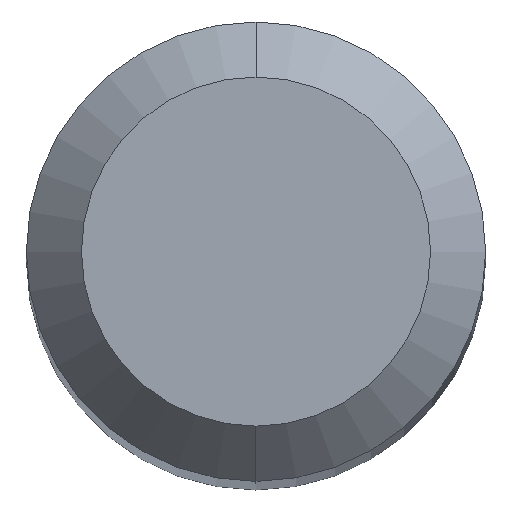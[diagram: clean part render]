
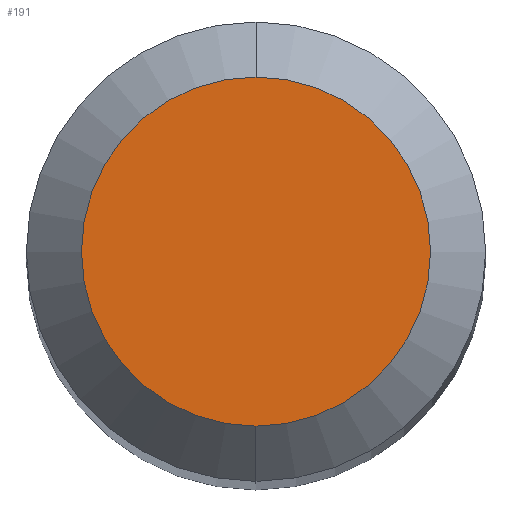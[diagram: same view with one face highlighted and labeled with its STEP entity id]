
A CAD part, top view. The second image highlights one B-rep face of the part: STEP entity #191.
In plain terms, the highlighted planar face has unit normal (0, 0, 1).
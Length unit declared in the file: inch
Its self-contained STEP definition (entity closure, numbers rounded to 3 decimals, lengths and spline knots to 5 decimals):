
#12 = CARTESIAN_POINT ( 'NONE',  ( 0., 0.0475, 0. ) ) ;
#40 = CARTESIAN_POINT ( 'NONE',  ( 0., 0.0475, 0. ) ) ;
#56 = DIRECTION ( 'NONE',  ( 0., 1., 0. ) ) ;
#83 = DIRECTION ( 'NONE',  ( 0., 0., 1. ) ) ;
#86 = CARTESIAN_POINT ( 'NONE',  ( 0., 0., 0. ) ) ;
#99 = ORIENTED_EDGE ( 'NONE', *, *, #488, .T. ) ;
#101 = ORIENTED_EDGE ( 'NONE', *, *, #113, .T. ) ;
#113 = EDGE_CURVE ( 'NONE', #346, #356, #517, .T. ) ;
#133 = FACE_OUTER_BOUND ( 'NONE', #154, .T. ) ;
#145 = AXIS2_PLACEMENT_3D ( 'NONE', #183, #237, #353 ) ;
#154 = EDGE_LOOP ( 'NONE', ( #101, #99 ) ) ;
#161 = PLANE ( 'NONE',  #179 ) ;
#173 = DIRECTION ( 'NONE',  ( 0., -1., 0. ) ) ;
#179 = AXIS2_PLACEMENT_3D ( 'NONE', #12, #502, #56 ) ;
#183 = CARTESIAN_POINT ( 'NONE',  ( 0., 0., 0. ) ) ;
#191 = ADVANCED_FACE ( 'NONE', ( #133 ), #161, .F. ) ;
#198 = AXIS2_PLACEMENT_3D ( 'NONE', #86, #83, #173 ) ;
#237 = DIRECTION ( 'NONE',  ( 0., 0., 1. ) ) ;
#261 = CIRCLE ( 'NONE', #198, 0.0475 ) ;
#346 = VERTEX_POINT ( 'NONE', #40 ) ;
#353 = DIRECTION ( 'NONE',  ( 0., -1., 0. ) ) ;
#356 = VERTEX_POINT ( 'NONE', #467 ) ;
#467 = CARTESIAN_POINT ( 'NONE',  ( 0., -0.0475, 0. ) ) ;
#488 = EDGE_CURVE ( 'NONE', #356, #346, #261, .T. ) ;
#502 = DIRECTION ( 'NONE',  ( 0., 0., -1. ) ) ;
#517 = CIRCLE ( 'NONE', #145, 0.0475 ) ;
